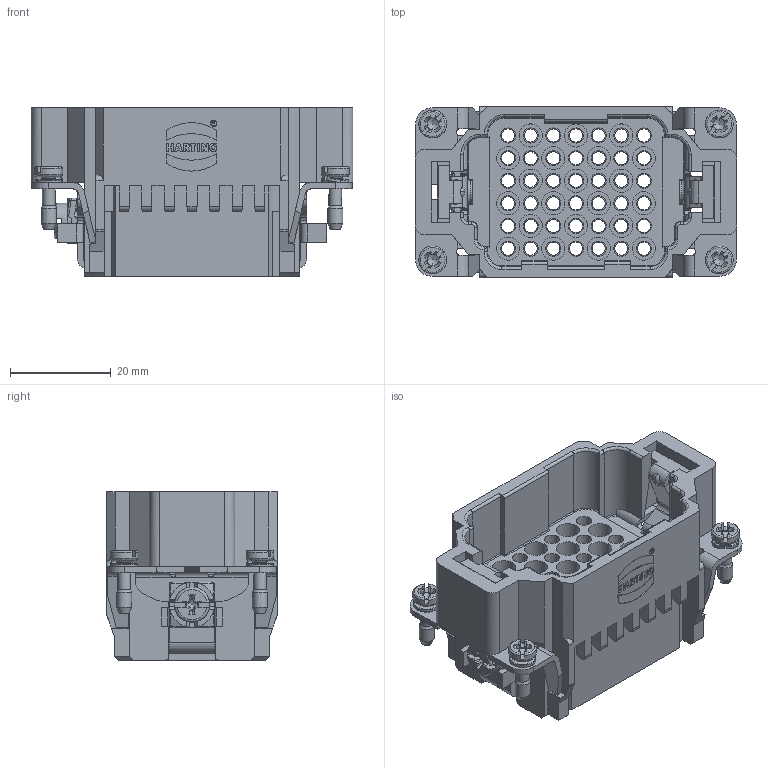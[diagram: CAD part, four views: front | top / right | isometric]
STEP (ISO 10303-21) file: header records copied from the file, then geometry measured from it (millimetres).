
FILE_DESCRIPTION(/* description */ ('Alibre Inc.'),/* implementation_level */ '2;1');
FILE_NAME(/* name */ 'export-E7A0D2CF-B1DA-4056-9223-6D007D18CFED',/* time_stamp */ '2021-05-25T22:40:40+02:00',/* author */ (''),/* organization */ (''),/* preprocessor_version */ 'ST-DEVELOPER v17',/* originating_system */ 'Alibre',/* authorisation */ '');
FILE_SCHEMA (('AUTOMOTIVE_DESIGN'));
Length unit declared in the file: millimetre
Products named in the file (1): 100095190ugm000_c
Bounding box: 64 x 34 x 33.6 mm (x, y, z)
Volume: 21723 mm3; surface area: 26419.9 mm2
Topology: 1 solids, 1 shells, 1324 faces, 3477 edges, 2214 vertices
Faces by surface type: plane 717, cylinder 348, bspline 100, cone 97, torus 56, sphere 6
Full cylindrical faces by diameter (mm): 0.6 x2, 1.1 x1, 1.3 x1, 2.5 x8, 2.6 x42, 3 x46, 3.2 x1, 3.5 x1, 3.7 x1, 3.8 x42, 4 x1, 4.5 x2, 4.6 x21, 5.5 x4, 7 x1
Entity records: 87626 total; most frequent: CARTESIAN_POINT 55188, ORIENTED_EDGE 6932, DIRECTION 5490, EDGE_CURVE 3466, VERTEX_POINT 2214, AXIS2_PLACEMENT_3D 2078, VECTOR 2076, LINE 2076
